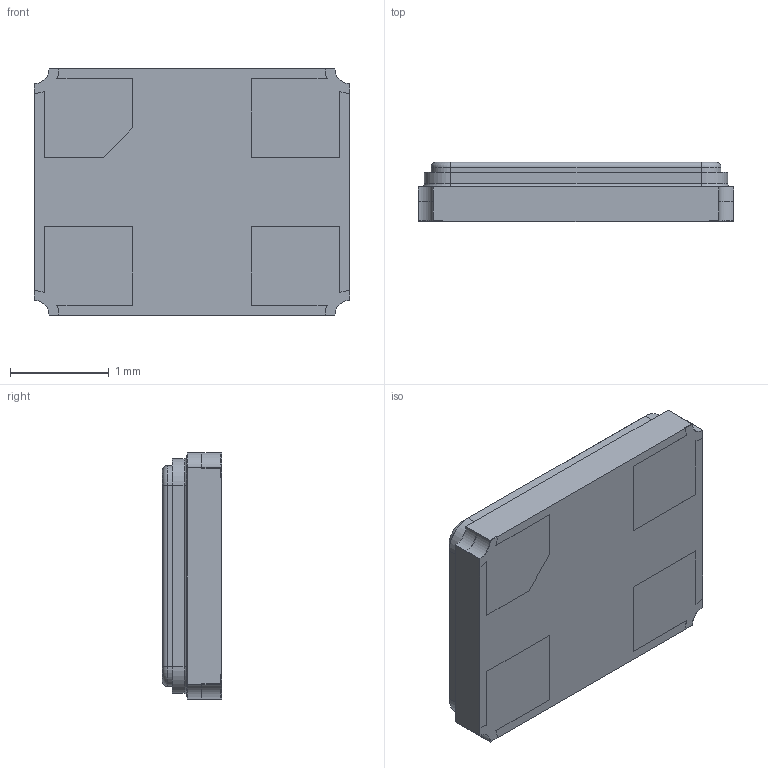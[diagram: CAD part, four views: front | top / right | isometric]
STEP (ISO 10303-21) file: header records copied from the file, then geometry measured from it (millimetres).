
FILE_DESCRIPTION (( 'STEP AP214' ), '1' );
FILE_NAME ('NX3225SA-12.000M-STD-CRS-2.STEP', '2019-04-02T22:34:27', ( '' ), ( '' ), 'SwSTEP 2.0', 'SolidWorks 2017', '' );
FILE_SCHEMA (( 'AUTOMOTIVE_DESIGN' ));
Length unit declared in the file: millimetre
Products named in the file (1): NX3225SA-12.000M-STD-CRS-2
Bounding box: 3.2 x 0.6 x 2.5 mm (x, y, z)
Volume: 4.5 mm3; surface area: 59.7 mm2
Topology: 7 solids, 7 shells, 153 faces, 390 edges, 252 vertices
Faces by surface type: plane 89, cylinder 56, torus 8
Entity records: 4696 total; most frequent: DIRECTION 814, CARTESIAN_POINT 796, ORIENTED_EDGE 780, EDGE_CURVE 390, VECTOR 274, LINE 274, AXIS2_PLACEMENT_3D 270, VERTEX_POINT 252
